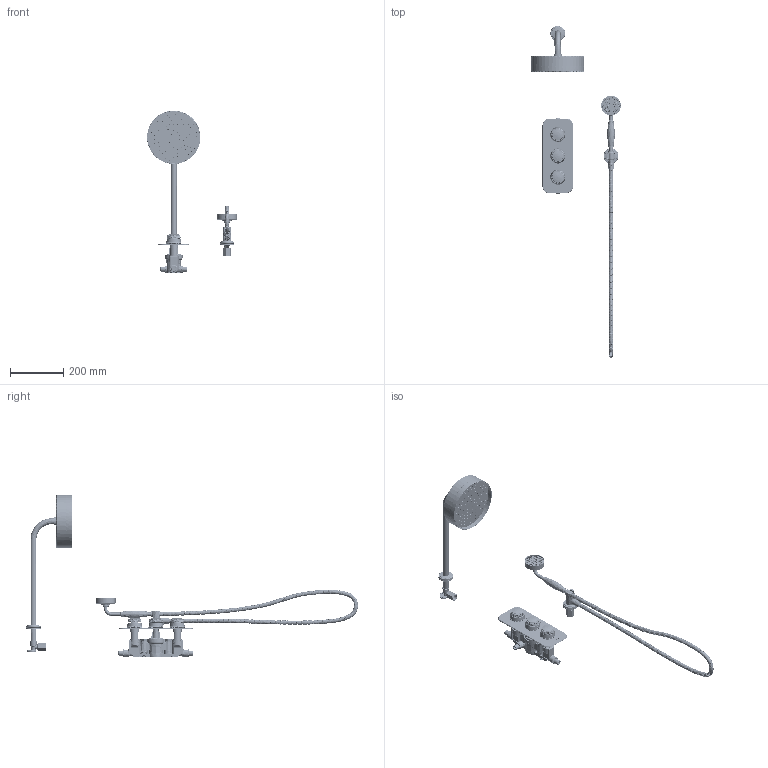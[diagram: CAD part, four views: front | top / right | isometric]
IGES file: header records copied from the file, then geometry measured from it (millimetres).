
Global section: file name: T10B2A-CCR CBR; native system: Autodesk Inventor 2020; preprocessor: unknown; author: rclarke; date: 20200528.122650; units: millimetre
Bounding box: 337 x 1246.69 x 610.63 mm (x, y, z)
Volume: 2582939.7 mm3; surface area: 856494.9 mm2
Topology: 117 solids, 131 shells, 20435 faces, 48000 edges, 28778 vertices
Faces by surface type: bspline 20435
